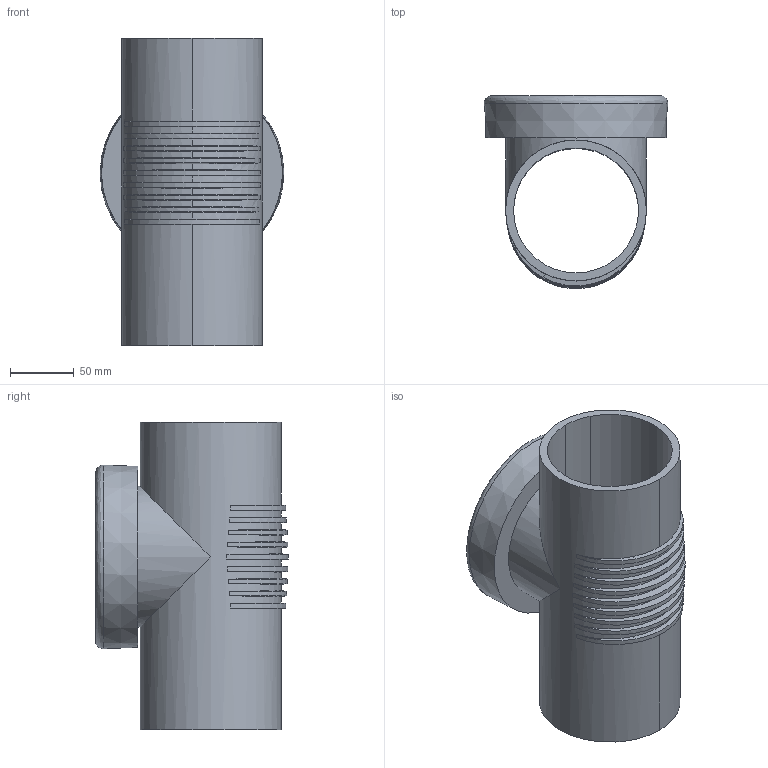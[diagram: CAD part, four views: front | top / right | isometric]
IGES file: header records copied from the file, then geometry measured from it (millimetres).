
Global section: file name: 310334; native system: Autodesk Inventor 2014; preprocessor: unknown; author: seihe2; date: 20170113.141159; units: millimetre
Bounding box: 143.97 x 151.2 x 241 mm (x, y, z)
Volume: 1135855.8 mm3; surface area: 201237.2 mm2
Topology: 1 solids, 1 shells, 47 faces, 157 edges, 113 vertices
Faces by surface type: cone 24, cylinder 13, plane 6, revolution 4
